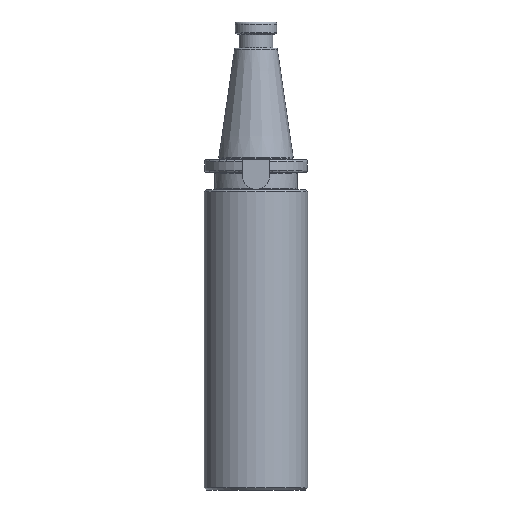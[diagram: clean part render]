
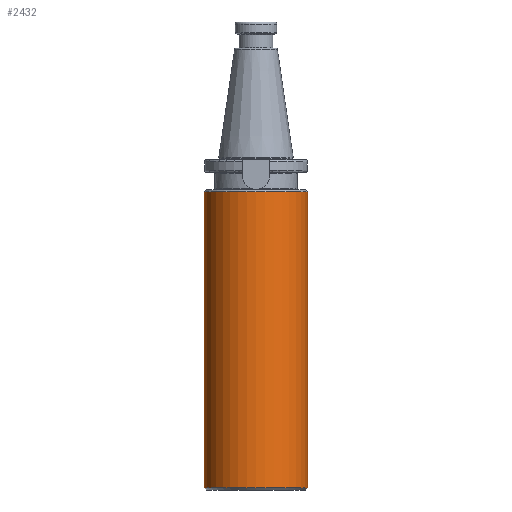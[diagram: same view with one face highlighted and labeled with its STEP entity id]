
A CAD part, left-side view. The second image highlights one B-rep face of the part: STEP entity #2432.
In plain terms, the highlighted cylindrical face has radius 48.75 mm (diameter 97.5 mm), a partial arc.
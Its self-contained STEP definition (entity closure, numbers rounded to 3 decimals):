
#1001=CARTESIAN_POINT('',(0,0,-297.8));
#1002=DIRECTION('',(0,0,1));
#1003=DIRECTION('',(0,1,0));
#1004=AXIS2_PLACEMENT_3D('',#1001,#1002,#1003);
#1006=DIRECTION('',(0.,0,1));
#1007=VECTOR('',#1006,279.6);
#1008=CARTESIAN_POINT('',(0.,48.75,-297.8));
#1009=LINE('',#1008,#1007);
#1010=CARTESIAN_POINT('',(0,0,-18.2));
#1011=DIRECTION('',(0,0,1));
#1012=DIRECTION('',(0,1,0));
#1013=AXIS2_PLACEMENT_3D('',#1010,#1011,#1012);
#1015=DIRECTION('',(0.,0,1));
#1016=VECTOR('',#1015,279.6);
#1017=CARTESIAN_POINT('',(0.,-48.75,-297.8));
#1018=LINE('',#1017,#1016);
#1261=CARTESIAN_POINT('',(0,48.75,-297.8));
#1262=CARTESIAN_POINT('',(0.,-48.75,-297.8));
#1263=VERTEX_POINT('',#1261);
#1264=VERTEX_POINT('',#1262);
#1269=CARTESIAN_POINT('',(0.,48.75,-18.2));
#1270=VERTEX_POINT('',#1269);
#1271=CARTESIAN_POINT('',(0.,-48.75,-18.2));
#1272=VERTEX_POINT('',#1271);
#2421=CARTESIAN_POINT('',(0,0,14.99));
#2422=DIRECTION('',(0,0,-1));
#2423=DIRECTION('',(0,-1,0));
#2424=AXIS2_PLACEMENT_3D('',#2421,#2422,#2423);
#2425=CYLINDRICAL_SURFACE('',#2424,48.75);
#2426=ORIENTED_EDGE('',*,*,#2412,.F.);
#2427=ORIENTED_EDGE('',*,*,#2387,.T.);
#2428=ORIENTED_EDGE('',*,*,#2357,.T.);
#2429=ORIENTED_EDGE('',*,*,#2384,.F.);
#2430=EDGE_LOOP('',(#2426,#2427,#2428,#2429));
#2431=FACE_OUTER_BOUND('',#2430,.F.);
#2432=ADVANCED_FACE('',(#2431),#2425,.T.);
#1005=CIRCLE('',#1004,48.75);
#1014=CIRCLE('',#1013,48.75);
#2357=EDGE_CURVE('',#1270,#1272,#1014,.T.);
#2384=EDGE_CURVE('',#1264,#1272,#1018,.T.);
#2387=EDGE_CURVE('',#1263,#1270,#1009,.T.);
#2412=EDGE_CURVE('',#1263,#1264,#1005,.T.);
